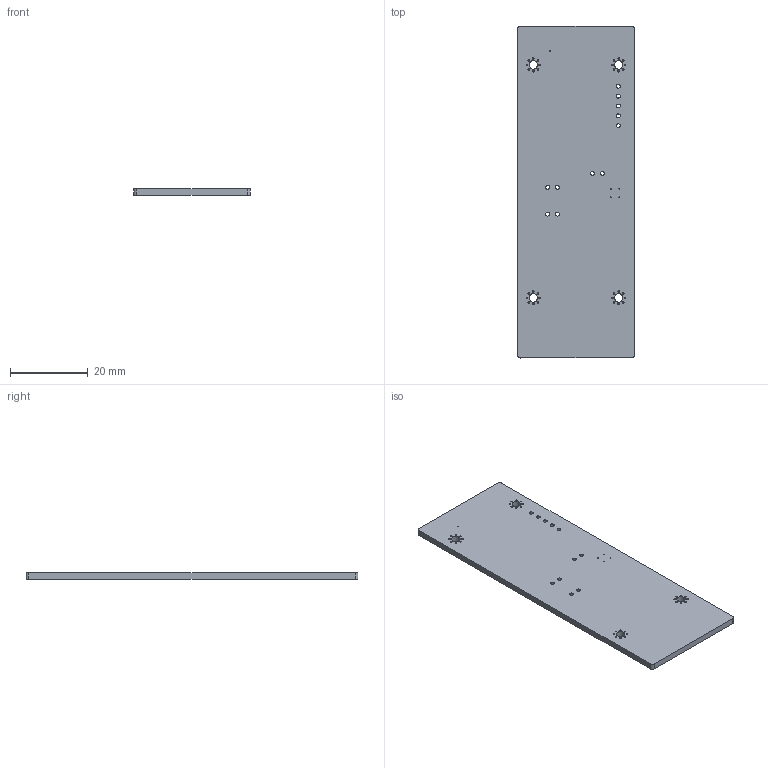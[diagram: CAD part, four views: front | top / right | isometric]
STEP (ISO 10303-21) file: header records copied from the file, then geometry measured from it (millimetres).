
FILE_DESCRIPTION(('KiCad electronic assembly'),'2;1');
FILE_NAME('Clicker_PCB.step','2024-11-22T14:18:59',('Pcbnew'),('Kicad'), 'Open CASCADE STEP processor 7.8','KiCad to STEP converter','Unknown' );
FILE_SCHEMA(('AUTOMOTIVE_DESIGN { 1 0 10303 214 1 1 1 1 }'));
Length unit declared in the file: millimetre
Products named in the file (2): Clicker_PCB 1; Clicker_PCB_PCB
Assembly tree (1 placements, depth 2):
  Clicker_PCB 1
    Clicker_PCB_PCB
Bounding box: 30 x 85.5 x 1.6 mm (x, y, z)
Volume: 4058.3 mm3; surface area: 5609.8 mm2
Topology: 1 solids, 1 shells, 65 faces, 189 edges, 126 vertices
Faces by surface type: cylinder 56, plane 9
Full cylindrical faces by diameter (mm): 0.2 x4, 0.3 x1, 0.4 x32, 1 x11, 2.2 x4
Entity records: 2460 total; most frequent: DIRECTION 435, CARTESIAN_POINT 382, ORIENTED_EDGE 378, EDGE_CURVE 189, AXIS2_PLACEMENT_3D 179, FACE_BOUND 169, EDGE_LOOP 169, VERTEX_POINT 126
